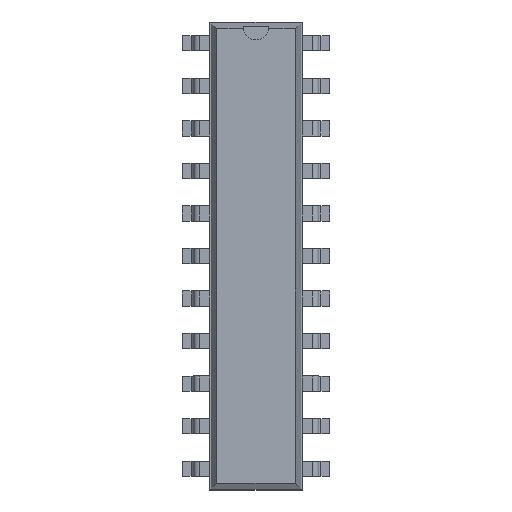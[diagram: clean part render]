
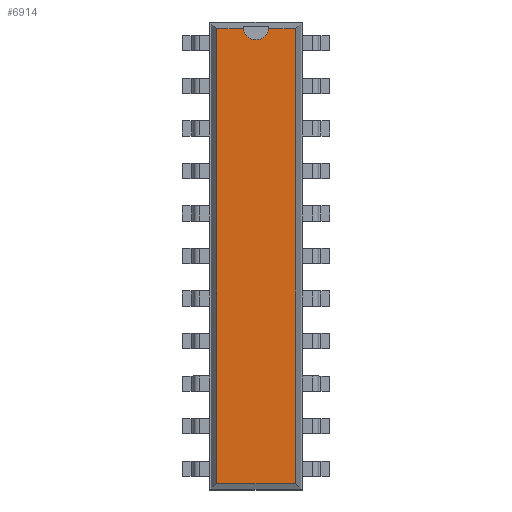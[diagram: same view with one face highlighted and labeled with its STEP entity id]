
A CAD part, top view. The second image highlights one B-rep face of the part: STEP entity #6914.
In plain terms, the highlighted planar face has unit normal (0, 0, 1).
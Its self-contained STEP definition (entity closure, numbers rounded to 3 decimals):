
#26=VECTOR('',#27,1.);
#27=DIRECTION('',(0.,1.,0.));
#33=VECTOR('',#34,1.);
#34=DIRECTION('',(-1.,0.,0.));
#40=VECTOR('',#41,1.);
#41=DIRECTION('',(0.,-1.,0.));
#45=VECTOR('',#46,1.);
#46=DIRECTION('',(1.,0.,0.));
#49=DIRECTION('',(0.,0.,-1.));
#1340=DIRECTION('',(0.,0.,-1.));
#4649=VERTEX_POINT('',#4650);
#4650=CARTESIAN_POINT('',(2.351,13.571,3.68));
#4652=ORIENTED_EDGE('',*,*,#4653,.F.);
#4653=EDGE_CURVE('',#4654,#4649,#4656,.T.);
#4654=VERTEX_POINT('',#4655);
#4655=CARTESIAN_POINT('',(2.351,-13.571,3.68));
#4656=LINE('',#4655,#26);
#5748=VERTEX_POINT('',#5749);
#5749=CARTESIAN_POINT('',(-2.351,13.571,3.68));
#5751=ORIENTED_EDGE('',*,*,#5752,.F.);
#5752=EDGE_CURVE('',#5753,#5748,#5755,.T.);
#5753=VERTEX_POINT('',#5754);
#5754=CARTESIAN_POINT('',(-0.746,13.571,3.68));
#5755=LINE('',#4650,#33);
#5774=VERTEX_POINT('',#5775);
#5775=CARTESIAN_POINT('',(0.746,13.571,3.68));
#5781=ORIENTED_EDGE('',*,*,#5782,.F.);
#5782=EDGE_CURVE('',#4649,#5774,#5755,.T.);
#5823=VERTEX_POINT('',#5824);
#5824=CARTESIAN_POINT('',(-2.351,-13.571,3.68));
#5826=ORIENTED_EDGE('',*,*,#5827,.F.);
#5827=EDGE_CURVE('',#5748,#5823,#5828,.T.);
#5828=LINE('',#5749,#40);
#6909=ORIENTED_EDGE('',*,*,#6910,.F.);
#6910=EDGE_CURVE('',#5823,#4654,#6911,.T.);
#6911=LINE('',#5824,#45);
#6914=ADVANCED_FACE('',(#6915),#6926,.F.);
#6915=FACE_BOUND('',#6916,.F.);
#6916=EDGE_LOOP('',(#4652,#6909,#5826,#5751,#6917,#6924,#5781));
#6917=ORIENTED_EDGE('',*,*,#6918,.F.);
#6918=EDGE_CURVE('',#6919,#5753,#6921,.T.);
#6919=VERTEX_POINT('',#6920);
#6920=CARTESIAN_POINT('',(0.,12.896,3.68));
#6921=CIRCLE('',#6922,0.75);
#6922=AXIS2_PLACEMENT_3D('',#6923,#1340,#41);
#6923=CARTESIAN_POINT('',(0.,13.646,3.68));
#6924=ORIENTED_EDGE('',*,*,#6925,.F.);
#6925=EDGE_CURVE('',#5774,#6919,#6921,.T.);
#6926=PLANE('',#6927);
#6927=AXIS2_PLACEMENT_3D('',#4655,#49,#6928);
#6928=DIRECTION('',(-0.171,0.985,0.));
